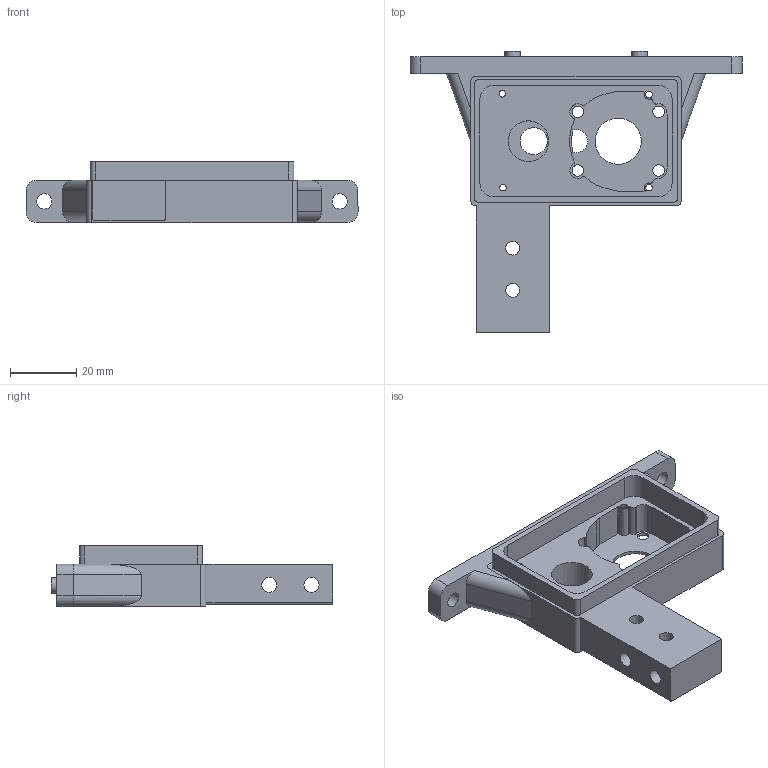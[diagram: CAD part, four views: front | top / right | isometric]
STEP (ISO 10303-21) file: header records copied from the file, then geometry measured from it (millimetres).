
FILE_DESCRIPTION(/* description */ (''),/* implementation_level */ '2;1');
FILE_NAME(/* name */ 'Lifted Drive Motor Mount.step',/* time_stamp */ '2024-06-28T04:19:31-05:00',/* author */ (''),/* organization */ (''),/* preprocessor_version */ 'ST-DEVELOPER v20',/* originating_system */ 'Autodesk Translation Framework v13.14.0.145',/* authorisation */ '');
FILE_SCHEMA (('AUTOMOTIVE_DESIGN { 1 0 10303 214 3 1 1 }'));
Length unit declared in the file: inch
Products named in the file (5): Lifted Drive Motor Mount; Custom Motor Cap_MIR_MIR; Part2_MIR_MIR; Base_MIR_MIR; Nested channel coupler _MIR
Assembly tree (4 placements, depth 3):
  Lifted Drive Motor Mount
    Custom Motor Cap_MIR_MIR
      Part2_MIR_MIR
    Base_MIR_MIR
    Nested channel coupler _MIR
Bounding box: 99.87 x 84.6 x 18.36 mm (x, y, z)
Volume: 38311.3 mm3; surface area: 17195.2 mm2
Topology: 1 solids, 3 shells, 131 faces, 355 edges, 236 vertices
Faces by surface type: cylinder 66, plane 51, bspline 14
Full cylindrical faces by diameter (mm): 2 x4, 3.5 x4, 4.166 x4, 4.521 x2, 4.623 x4, 8.2 x1, 12.228 x1, 13.9 x1
Entity records: 4493 total; most frequent: CARTESIAN_POINT 889, DIRECTION 753, ORIENTED_EDGE 710, EDGE_CURVE 355, AXIS2_PLACEMENT_3D 280, VERTEX_POINT 236, LINE 193, VECTOR 193
